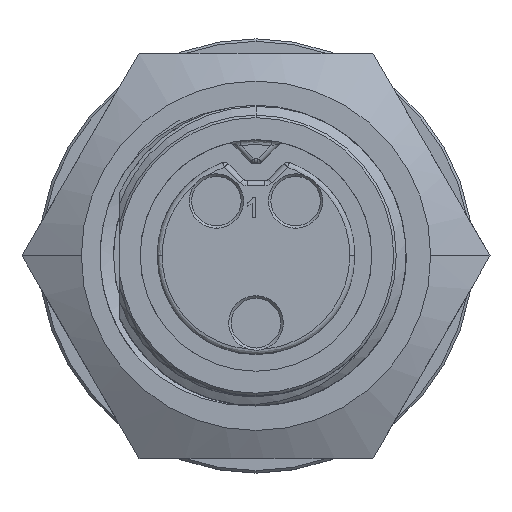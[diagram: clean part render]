
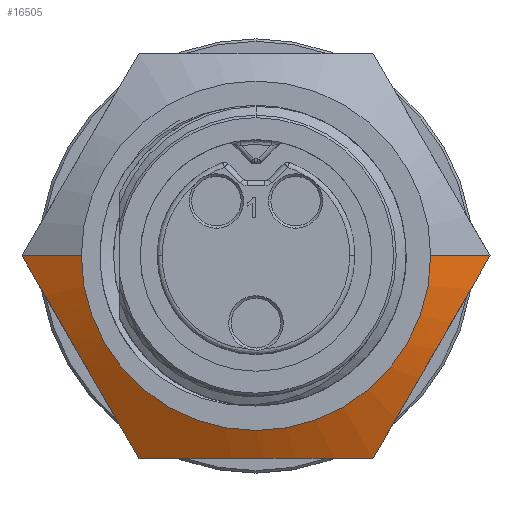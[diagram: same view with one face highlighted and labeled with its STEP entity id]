
A CAD part, top view. The second image highlights one B-rep face of the part: STEP entity #16505.
In plain terms, the highlighted conical face has half-angle 61.689 degrees and reference radius 11.926 mm.
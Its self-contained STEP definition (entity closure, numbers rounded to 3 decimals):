
#11 = DIRECTION ( 'NONE',  ( -0.88, 0., -0.474 ) ) ;
#89 = CARTESIAN_POINT ( 'NONE',  ( -9.179, -4.726, -0.766 ) ) ;
#371 = ORIENTED_EDGE ( 'NONE', *, *, #16138, .F. ) ;
#494 = B_SPLINE_CURVE_WITH_KNOTS ( 'NONE', 3,
 ( #21955, #8025, #10039, #23949, #12075, #89, #14077, #2100, #16059, #4121, #18033, #6134 ),
 .UNSPECIFIED., .F., .F.,
 ( 4, 2, 2, 2, 2, 4 ),
 ( 0., 0.003, 0.006, 0.008, 0.009, 0.012 ),
 .UNSPECIFIED. ) ;
#560 = LINE ( 'NONE', #7498, #16490 ) ;
#861 = CARTESIAN_POINT ( 'NONE',  ( 11.908, 0., -1.626 ) ) ;
#1030 = LINE ( 'NONE', #14003, #16321 ) ;
#1105 = CARTESIAN_POINT ( 'NONE',  ( -5.954, -10.312, -1.626 ) ) ;
#1177 = VERTEX_POINT ( 'NONE', #23478 ) ;
#1227 = CARTESIAN_POINT ( 'NONE',  ( 11.908, 0., -1.626 ) ) ;
#1314 = CARTESIAN_POINT ( 'NONE',  ( 5.954, -10.312, -1.626 ) ) ;
#1860 = ORIENTED_EDGE ( 'NONE', *, *, #2986, .F. ) ;
#2100 = CARTESIAN_POINT ( 'NONE',  ( -9.934, -3.418, -0.864 ) ) ;
#2554 = ORIENTED_EDGE ( 'NONE', *, *, #21787, .T. ) ;
#2986 = EDGE_CURVE ( 'NONE', #14525, #9387, #494, .T. ) ;
#3652 = VERTEX_POINT ( 'NONE', #25054 ) ;
#4121 = CARTESIAN_POINT ( 'NONE',  ( -10.929, -1.696, -1.146 ) ) ;
#4713 = CIRCLE ( 'NONE', #16636, 8.89 ) ;
#5043 = CARTESIAN_POINT ( 'NONE',  ( 3.998, -10.312, -1.147 ) ) ;
#5144 = AXIS2_PLACEMENT_3D ( 'NONE', #17673, #23664, #25700 ) ;
#5253 = CARTESIAN_POINT ( 'NONE',  ( 10.93, -1.694, -1.147 ) ) ;
#5387 = ORIENTED_EDGE ( 'NONE', *, *, #5899, .F. ) ;
#5777 = VERTEX_POINT ( 'NONE', #22698 ) ;
#5899 = EDGE_CURVE ( 'NONE', #5777, #14525, #13492, .T. ) ;
#5959 = CARTESIAN_POINT ( 'NONE',  ( 0., 0., 0. ) ) ;
#6043 = EDGE_LOOP ( 'NONE', ( #7030, #10945, #2554, #1860, #5387, #371 ) ) ;
#6134 = CARTESIAN_POINT ( 'NONE',  ( -11.908, 0., -1.626 ) ) ;
#7030 = ORIENTED_EDGE ( 'NONE', *, *, #25691, .F. ) ;
#7034 = CARTESIAN_POINT ( 'NONE',  ( 1.019, -10.312, -0.767 ) ) ;
#7235 = CARTESIAN_POINT ( 'NONE',  ( 9.44, -4.274, -0.767 ) ) ;
#7498 = CARTESIAN_POINT ( 'NONE',  ( 11.926, 0., -1.635 ) ) ;
#7949 = DIRECTION ( 'NONE',  ( -1., 0., 0. ) ) ;
#8025 = CARTESIAN_POINT ( 'NONE',  ( -6.441, -9.468, -1.363 ) ) ;
#9031 = CARTESIAN_POINT ( 'NONE',  ( -1.003, -10.312, -0.786 ) ) ;
#9244 = CARTESIAN_POINT ( 'NONE',  ( 8.429, -6.025, -0.786 ) ) ;
#9387 = VERTEX_POINT ( 'NONE', #20466 ) ;
#10039 = CARTESIAN_POINT ( 'NONE',  ( -6.932, -8.619, -1.147 ) ) ;
#10470 = CARTESIAN_POINT ( 'NONE',  ( -5.954, -10.312, -1.626 ) ) ;
#10945 = ORIENTED_EDGE ( 'NONE', *, *, #11899, .T. ) ;
#10971 = CARTESIAN_POINT ( 'NONE',  ( 5.954, -10.312, -1.626 ) ) ;
#11059 = CARTESIAN_POINT ( 'NONE',  ( -2.506, -10.312, -0.922 ) ) ;
#11262 = CARTESIAN_POINT ( 'NONE',  ( 7.678, -7.326, -0.922 ) ) ;
#11899 = EDGE_CURVE ( 'NONE', #1177, #3652, #4713, .T. ) ;
#12075 = CARTESIAN_POINT ( 'NONE',  ( -8.421, -6.039, -0.767 ) ) ;
#13085 = CARTESIAN_POINT ( 'NONE',  ( -4.978, -10.312, -1.363 ) ) ;
#13194 = CARTESIAN_POINT ( 'NONE',  ( 11.42, -0.844, -1.363 ) ) ;
#13279 = CARTESIAN_POINT ( 'NONE',  ( 6.442, -9.467, -1.363 ) ) ;
#13492 = B_SPLINE_CURVE_WITH_KNOTS ( 'NONE', 3,
 ( #10971, #24893, #5043, #18941, #7034, #20960, #9031, #22952, #11059, #24975, #13085, #1105 ),
 .UNSPECIFIED., .F., .F.,
 ( 4, 2, 2, 2, 2, 4 ),
 ( 0., 0.003, 0.006, 0.008, 0.009, 0.012 ),
 .UNSPECIFIED. ) ;
#14003 = CARTESIAN_POINT ( 'NONE',  ( -11.926, 0., -1.635 ) ) ;
#14077 = CARTESIAN_POINT ( 'NONE',  ( -9.432, -4.288, -0.786 ) ) ;
#14525 = VERTEX_POINT ( 'NONE', #10470 ) ;
#16059 = CARTESIAN_POINT ( 'NONE',  ( -10.184, -2.986, -0.922 ) ) ;
#16117 = FACE_OUTER_BOUND ( 'NONE', #6043, .T. ) ;
#16138 = EDGE_CURVE ( 'NONE', #22755, #5777, #24047, .T. ) ;
#16321 = VECTOR ( 'NONE', #11, 1000. ) ;
#16490 = VECTOR ( 'NONE', #21431, 1000. ) ;
#16505 = ADVANCED_FACE ( 'NONE', ( #16117 ), #20134, .T. ) ;
#16636 = AXIS2_PLACEMENT_3D ( 'NONE', #5959, #19864, #7949 ) ;
#17673 = CARTESIAN_POINT ( 'NONE',  ( 0., 0., -1.635 ) ) ;
#18033 = CARTESIAN_POINT ( 'NONE',  ( -11.42, -0.845, -1.363 ) ) ;
#18941 = CARTESIAN_POINT ( 'NONE',  ( 2.018, -10.312, -0.848 ) ) ;
#19154 = CARTESIAN_POINT ( 'NONE',  ( 9.94, -3.408, -0.848 ) ) ;
#19864 = DIRECTION ( 'NONE',  ( 0., 0., -1. ) ) ;
#20134 = CONICAL_SURFACE ( 'NONE', #5144, 11.926, 1.077 ) ;
#20466 = CARTESIAN_POINT ( 'NONE',  ( -11.908, 0., -1.626 ) ) ;
#20960 = CARTESIAN_POINT ( 'NONE',  ( -0.496, -10.312, -0.766 ) ) ;
#21162 = CARTESIAN_POINT ( 'NONE',  ( 8.683, -5.586, -0.766 ) ) ;
#21431 = DIRECTION ( 'NONE',  ( 0.88, 0., -0.474 ) ) ;
#21787 = EDGE_CURVE ( 'NONE', #3652, #9387, #1030, .T. ) ;
#21955 = CARTESIAN_POINT ( 'NONE',  ( -5.954, -10.312, -1.626 ) ) ;
#22698 = CARTESIAN_POINT ( 'NONE',  ( 5.954, -10.312, -1.626 ) ) ;
#22755 = VERTEX_POINT ( 'NONE', #861 ) ;
#22952 = CARTESIAN_POINT ( 'NONE',  ( -2.007, -10.312, -0.864 ) ) ;
#23153 = CARTESIAN_POINT ( 'NONE',  ( 7.927, -6.894, -0.864 ) ) ;
#23478 = CARTESIAN_POINT ( 'NONE',  ( 8.89, 0., 0. ) ) ;
#23664 = DIRECTION ( 'NONE',  ( 0., 0., -1. ) ) ;
#23949 = CARTESIAN_POINT ( 'NONE',  ( -7.922, -6.904, -0.848 ) ) ;
#24047 = B_SPLINE_CURVE_WITH_KNOTS ( 'NONE', 3,
 ( #1227, #13194, #5253, #19154, #7235, #21162, #9244, #23153, #11262, #25178, #13279, #1314 ),
 .UNSPECIFIED., .F., .F.,
 ( 4, 2, 2, 2, 2, 4 ),
 ( 0., 0.003, 0.006, 0.008, 0.009, 0.012 ),
 .UNSPECIFIED. ) ;
#24893 = CARTESIAN_POINT ( 'NONE',  ( 4.979, -10.312, -1.363 ) ) ;
#24975 = CARTESIAN_POINT ( 'NONE',  ( -3.996, -10.312, -1.146 ) ) ;
#25054 = CARTESIAN_POINT ( 'NONE',  ( -8.89, 0., 0. ) ) ;
#25178 = CARTESIAN_POINT ( 'NONE',  ( 6.933, -8.616, -1.146 ) ) ;
#25691 = EDGE_CURVE ( 'NONE', #1177, #22755, #560, .T. ) ;
#25700 = DIRECTION ( 'NONE',  ( -1., 0., 0. ) ) ;
